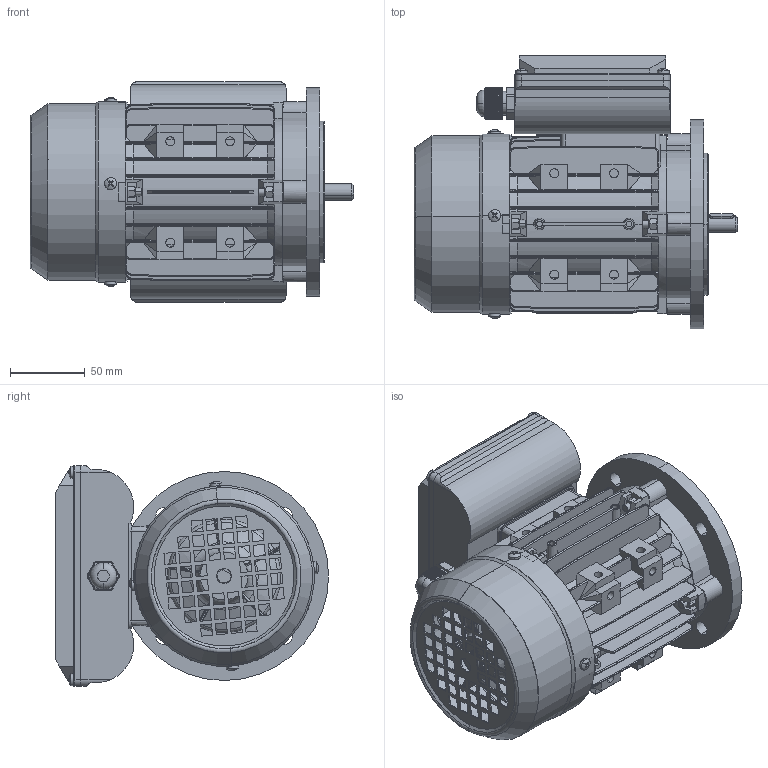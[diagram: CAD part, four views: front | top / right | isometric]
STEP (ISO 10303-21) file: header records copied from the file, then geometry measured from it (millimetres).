
FILE_DESCRIPTION (( 'STEP AP203' ), '1' );
FILE_NAME ('ML63 B5軞蚾芞.STEP', '2015-01-10T00:56:26', ( 'USER' ), ( 'MS' ), 'SwSTEP 2.0', 'SolidWorks 2008', '' );
FILE_SCHEMA (( 'CONFIG_CONTROL_DESIGN' ));
Products named in the file (14): 63机壳_默认; 出线螺套M16_默认; Circlips for shaft--Type A large GB_GB_CONNECTING_PIECE_RING_RRA 11; Hexagon nuts grade C GB_GB_FASTENER_NUT_SNC1 M5-N; 63 B5盖_默认; ML63 B5軞蚾芞; 63 后盖_默认; 63 转轴_默认; 63 风罩_默认; MS63 风叶_默认; Hexagon socket head cap screws GB_GB_FASTENER_SCREWS_HSHCS M5X25-N; ML63-71接线盒盖(铝)_默认; Cross recessed thread forming screws GB_GB_CROSS_SCREWS_TYPE138 M4X10-N; ML63-71接线盒座(铝)_默认
Assembly tree (34 placements, depth 2):
  ML63 B5軞蚾芞
    Hexagon nuts grade C GB_GB_FASTENER_NUT_SNC1 M5-N  x8
    63机壳_默认
    ML63-71接线盒盖(铝)_默认
    Cross recessed thread forming screws GB_GB_CROSS_SCREWS_TYPE138 M4X10-N  x8
    ML63-71接线盒座(铝)_默认
    MS63 风叶_默认
    Hexagon socket head cap screws GB_GB_FASTENER_SCREWS_HSHCS M5X25-N  x8
    63 风罩_默认
    63 转轴_默认
    出线螺套M16_默认
    63 后盖_默认
    Circlips for shaft--Type A large GB_GB_CONNECTING_PIECE_RING_RRA 11
    63 B5盖_默认
Bounding box: 217 x 183 x 148 mm (x, y, z)
Volume: 684737.5 mm3; surface area: 430792.8 mm2
Topology: 34 solids, 34 shells, 2830 faces, 7312 edges, 4593 vertices
Faces by surface type: plane 1520, cylinder 837, cone 202, torus 93, sphere 90, bspline 88
Entity records: 80573 total; most frequent: CARTESIAN_POINT 21497, ORIENTED_EDGE 12376, DIRECTION 11299, EDGE_CURVE 6188, VERTEX_POINT 3914, AXIS2_PLACEMENT_3D 3873, VECTOR 3553, LINE 3553
